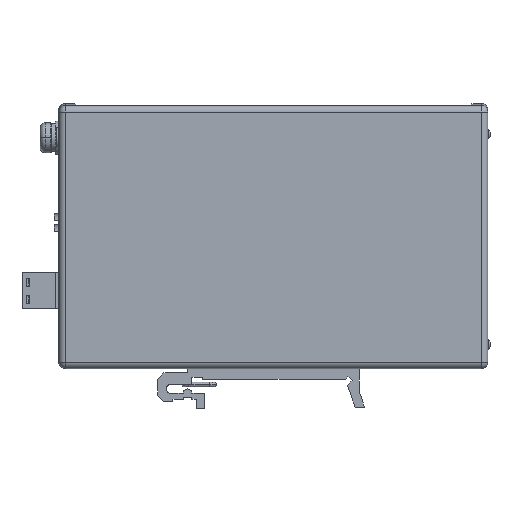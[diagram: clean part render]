
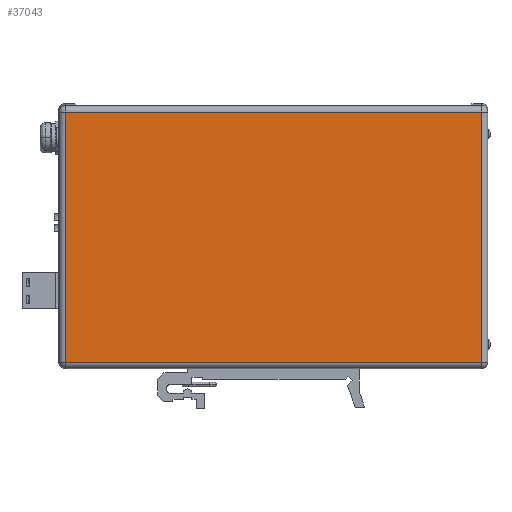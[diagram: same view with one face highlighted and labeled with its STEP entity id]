
A CAD part, front view. The second image highlights one B-rep face of the part: STEP entity #37043.
In plain terms, the highlighted planar face has unit normal (0, -1, 0).
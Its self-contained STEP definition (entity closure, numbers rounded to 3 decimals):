
#30780=DIRECTION('',(1.,0.,0.));
#30781=VECTOR('',#30780,97.);
#30782=CARTESIAN_POINT('',(-48.5,0.,-29.3));
#30783=LINE('',#30782,#30781);
#34165=DIRECTION('',(0.,0.,1.));
#34166=VECTOR('',#34165,58.315);
#34167=CARTESIAN_POINT('',(48.5,0.,-29.3));
#34168=LINE('',#34167,#34166);
#34192=DIRECTION('',(-1.,0.,0.));
#34193=VECTOR('',#34192,97.);
#34194=CARTESIAN_POINT('',(48.5,0.,29.015));
#34195=LINE('',#34194,#34193);
#34352=DIRECTION('',(0.,0.,-1.));
#34353=VECTOR('',#34352,58.315);
#34354=CARTESIAN_POINT('',(-48.5,0.,29.015));
#34355=LINE('',#34354,#34353);
#35749=CARTESIAN_POINT('',(-48.5,0.,29.015));
#35750=CARTESIAN_POINT('',(-48.5,0.,-29.3));
#35751=VERTEX_POINT('',#35749);
#35752=VERTEX_POINT('',#35750);
#35753=CARTESIAN_POINT('',(48.5,0.,29.015));
#35754=VERTEX_POINT('',#35753);
#35755=CARTESIAN_POINT('',(48.5,0.,-29.3));
#35756=VERTEX_POINT('',#35755);
#37028=CARTESIAN_POINT('',(0.,0.,-0.142));
#37029=DIRECTION('',(0.,1.,0.));
#37030=DIRECTION('',(0.,0.,-1.));
#37031=AXIS2_PLACEMENT_3D('',#37028,#37029,#37030);
#37032=PLANE('',#37031);
#37034=ORIENTED_EDGE('',*,*,#37033,.F.);
#37036=ORIENTED_EDGE('',*,*,#37035,.F.);
#37038=ORIENTED_EDGE('',*,*,#37037,.F.);
#37040=ORIENTED_EDGE('',*,*,#37039,.F.);
#37041=EDGE_LOOP('',(#37034,#37036,#37038,#37040));
#37042=FACE_OUTER_BOUND('',#37041,.F.);
#37043=ADVANCED_FACE('',(#37042),#37032,.F.);
#37033=EDGE_CURVE('',#35752,#35756,#30783,.T.);
#37035=EDGE_CURVE('',#35751,#35752,#34355,.T.);
#37037=EDGE_CURVE('',#35754,#35751,#34195,.T.);
#37039=EDGE_CURVE('',#35756,#35754,#34168,.T.);
